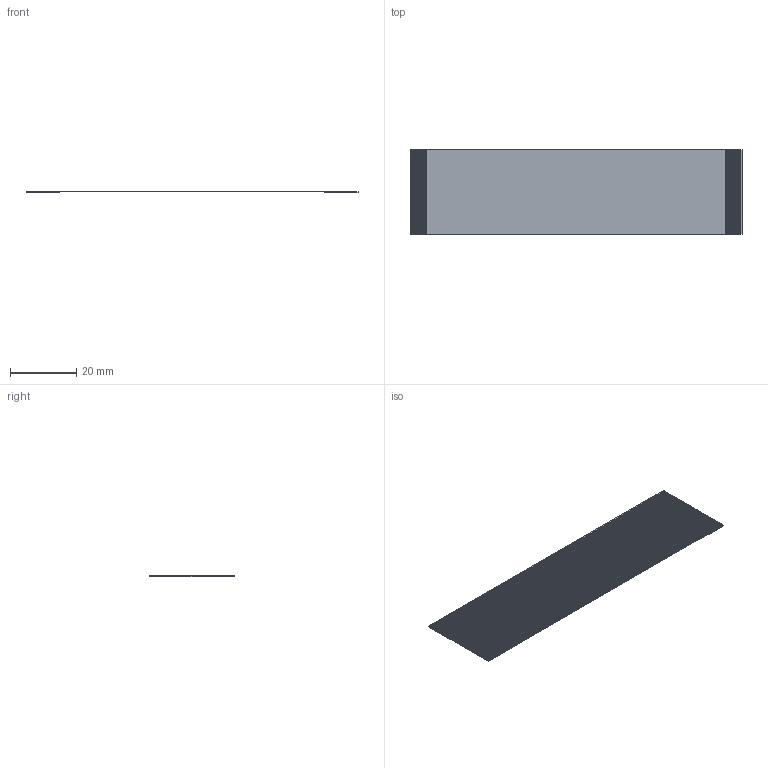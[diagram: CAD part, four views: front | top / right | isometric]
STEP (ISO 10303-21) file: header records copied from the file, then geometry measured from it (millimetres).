
FILE_DESCRIPTION(/* description */ ('Unknown'),/* implementation_level */ '2;1');
FILE_NAME(/* name */ '687650100002',/* time_stamp */ '2020-02-17T13:29:47+01:00',/* author */ ('Unknown'),/* organization */ ('Unknown'),/* preprocessor_version */ 'ST-DEVELOPER v16.7',/* originating_system */ 'DEX',/* authorisation */ $);
FILE_SCHEMA (('AP242_MANAGED_MODEL_BASED_3D_ENGINEERING_MIM_LF { 1 0 10303 442 1 1 4 }','AUTOMOTIVE_DESIGN {1 0 10303 214 3 1 1}'));
Length unit declared in the file: millimetre
Products named in the file (2): 6876xx100002; 687650100002
Assembly tree (1 placements, depth 2):
  6876xx100002
    687650100002
Bounding box: 100 x 25.5 x 0.36 mm (x, y, z)
Volume: 380.7 mm3; surface area: 8364.2 mm2
Topology: 1 solids, 1 shells, 320 faces, 1046 edges, 628 vertices
Faces by surface type: plane 320
Entity records: 13455 total; most frequent: ORIENTED_EDGE 2092, CARTESIAN_POINT 1996, DIRECTION 1690, EDGE_CURVE 1046, LINE 1046, VECTOR 1046, VERTEX_POINT 628, AXIS2_PLACEMENT_3D 322
